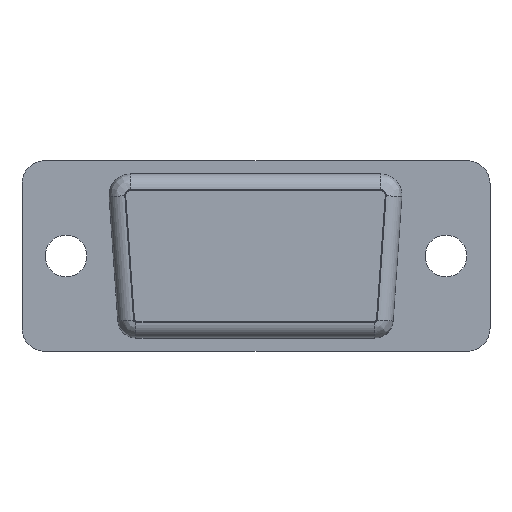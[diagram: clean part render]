
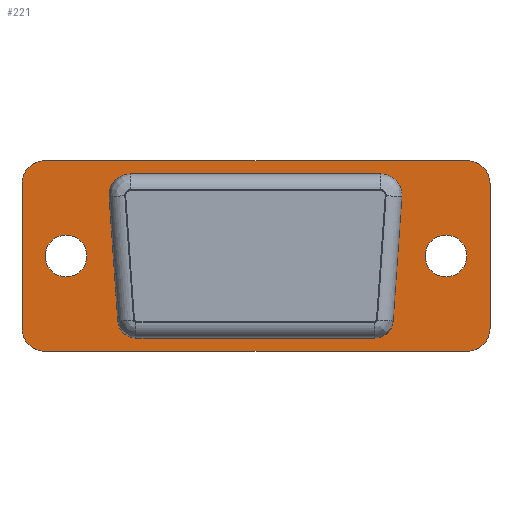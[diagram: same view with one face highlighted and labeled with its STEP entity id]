
A CAD part, front view. The second image highlights one B-rep face of the part: STEP entity #221.
In plain terms, the highlighted planar face has unit normal (0, -1, 0).
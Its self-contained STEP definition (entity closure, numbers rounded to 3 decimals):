
#36=CARTESIAN_POINT('',(0.,0.,0.));
#37=DIRECTION('',(0.,0.,1.));
#38=DIRECTION('',(0.,-1.,0.));
#39=AXIS2_PLACEMENT_3D('',#36,#38,#37);
#40=PLANE('',#39);
#41=CARTESIAN_POINT('',(15.405,0.,-4.775));
#42=VERTEX_POINT('',#41);
#43=CARTESIAN_POINT('',(15.405,0.,4.775));
#44=VERTEX_POINT('',#43);
#45=CARTESIAN_POINT('',(15.405,0.,-4.775));
#46=DIRECTION('',(0.,0.,1.));
#47=VECTOR('',#46,9.55);
#48=LINE('',#45,#47);
#49=EDGE_CURVE('',#42,#44,#48,.T.);
#50=ORIENTED_EDGE('',*,*,#49,.T.);
#51=CARTESIAN_POINT('',(13.905,0.,6.275));
#52=VERTEX_POINT('',#51);
#53=CARTESIAN_POINT('',(13.905,0.,4.775));
#54=DIRECTION('',(1.,0.,0.));
#55=DIRECTION('',(-0.,-1.,0.));
#56=AXIS2_PLACEMENT_3D('',#53,#55,#54);
#57=CIRCLE('',#56,1.5);
#58=EDGE_CURVE('',#44,#52,#57,.T.);
#59=ORIENTED_EDGE('',*,*,#58,.T.);
#60=CARTESIAN_POINT('',(-13.905,0.,6.275));
#61=VERTEX_POINT('',#60);
#62=CARTESIAN_POINT('',(13.905,0.,6.275));
#63=DIRECTION('',(-1.,0.,0.));
#64=VECTOR('',#63,27.81);
#65=LINE('',#62,#64);
#66=EDGE_CURVE('',#52,#61,#65,.T.);
#67=ORIENTED_EDGE('',*,*,#66,.T.);
#68=CARTESIAN_POINT('',(-15.405,0.,4.775));
#69=VERTEX_POINT('',#68);
#70=CARTESIAN_POINT('',(-13.905,0.,4.775));
#71=DIRECTION('',(0.,0.,1.));
#72=DIRECTION('',(0.,-1.,-0.));
#73=AXIS2_PLACEMENT_3D('',#70,#72,#71);
#74=CIRCLE('',#73,1.5);
#75=EDGE_CURVE('',#61,#69,#74,.T.);
#76=ORIENTED_EDGE('',*,*,#75,.T.);
#77=CARTESIAN_POINT('',(-15.405,0.,-4.775));
#78=VERTEX_POINT('',#77);
#79=CARTESIAN_POINT('',(-15.405,0.,4.775));
#80=DIRECTION('',(0.,0.,-1.));
#81=VECTOR('',#80,9.55);
#82=LINE('',#79,#81);
#83=EDGE_CURVE('',#69,#78,#82,.T.);
#84=ORIENTED_EDGE('',*,*,#83,.T.);
#85=CARTESIAN_POINT('',(-13.905,0.,-6.275));
#86=VERTEX_POINT('',#85);
#87=CARTESIAN_POINT('',(-13.905,0.,-4.775));
#88=DIRECTION('',(-1.,0.,0.));
#89=DIRECTION('',(0.,-1.,0.));
#90=AXIS2_PLACEMENT_3D('',#87,#89,#88);
#91=CIRCLE('',#90,1.5);
#92=EDGE_CURVE('',#78,#86,#91,.T.);
#93=ORIENTED_EDGE('',*,*,#92,.T.);
#94=CARTESIAN_POINT('',(13.905,0.,-6.275));
#95=VERTEX_POINT('',#94);
#96=CARTESIAN_POINT('',(-13.905,0.,-6.275));
#97=DIRECTION('',(1.,0.,0.));
#98=VECTOR('',#97,27.81);
#99=LINE('',#96,#98);
#100=EDGE_CURVE('',#86,#95,#99,.T.);
#101=ORIENTED_EDGE('',*,*,#100,.T.);
#102=CARTESIAN_POINT('',(13.905,0.,-4.775));
#103=DIRECTION('',(0.,0.,-1.));
#104=DIRECTION('',(0.,-1.,0.));
#105=AXIS2_PLACEMENT_3D('',#102,#104,#103);
#106=CIRCLE('',#105,1.5);
#107=EDGE_CURVE('',#95,#42,#106,.T.);
#108=ORIENTED_EDGE('',*,*,#107,.T.);
#109=EDGE_LOOP('',(#50,#59,#67,#76,#84,#93,#101,#108));
#110=FACE_OUTER_BOUND('',#109,.T.);
#111=CARTESIAN_POINT('',(-8.278,0.,5.4));
#112=VERTEX_POINT('',#111);
#113=CARTESIAN_POINT('',(8.208,0.,5.4));
#114=VERTEX_POINT('',#113);
#115=CARTESIAN_POINT('',(-8.278,0.,5.4));
#116=DIRECTION('',(1.,0.,0.));
#117=VECTOR('',#116,16.487);
#118=LINE('',#115,#117);
#119=EDGE_CURVE('',#112,#114,#118,.T.);
#120=ORIENTED_EDGE('',*,*,#119,.T.);
#121=CARTESIAN_POINT('',(9.605,0.,3.902));
#122=VERTEX_POINT('',#121);
#123=CARTESIAN_POINT('',(8.208,0.,4.));
#124=DIRECTION('',(0.,0.,1.));
#125=DIRECTION('',(0.,1.,0.));
#126=AXIS2_PLACEMENT_3D('',#123,#125,#124);
#127=CIRCLE('',#126,1.4);
#128=EDGE_CURVE('',#114,#122,#127,.T.);
#129=ORIENTED_EDGE('',*,*,#128,.T.);
#130=CARTESIAN_POINT('',(9.029,0.,-4.284));
#131=VERTEX_POINT('',#130);
#132=CARTESIAN_POINT('',(9.605,0.,3.902));
#133=DIRECTION('',(-0.07,0.,-0.998));
#134=VECTOR('',#133,8.206);
#135=LINE('',#132,#134);
#136=EDGE_CURVE('',#122,#131,#135,.T.);
#137=ORIENTED_EDGE('',*,*,#136,.T.);
#138=CARTESIAN_POINT('',(7.832,0.,-5.4));
#139=VERTEX_POINT('',#138);
#140=CARTESIAN_POINT('',(7.832,0.,-4.2));
#141=DIRECTION('',(0.998,0.,-0.07));
#142=DIRECTION('',(0.,1.,0.));
#143=AXIS2_PLACEMENT_3D('',#140,#142,#141);
#144=CIRCLE('',#143,1.2);
#145=EDGE_CURVE('',#131,#139,#144,.T.);
#146=ORIENTED_EDGE('',*,*,#145,.T.);
#147=CARTESIAN_POINT('',(-7.902,0.,-5.4));
#148=VERTEX_POINT('',#147);
#149=CARTESIAN_POINT('',(7.832,0.,-5.4));
#150=DIRECTION('',(-1.,0.,0.));
#151=VECTOR('',#150,15.734);
#152=LINE('',#149,#151);
#153=EDGE_CURVE('',#139,#148,#152,.T.);
#154=ORIENTED_EDGE('',*,*,#153,.T.);
#155=CARTESIAN_POINT('',(-9.099,0.,-4.284));
#156=VERTEX_POINT('',#155);
#157=CARTESIAN_POINT('',(-7.902,0.,-4.2));
#158=DIRECTION('',(0.,0.,-1.));
#159=DIRECTION('',(0.,1.,-0.));
#160=AXIS2_PLACEMENT_3D('',#157,#159,#158);
#161=CIRCLE('',#160,1.2);
#162=EDGE_CURVE('',#148,#156,#161,.T.);
#163=ORIENTED_EDGE('',*,*,#162,.T.);
#164=CARTESIAN_POINT('',(-9.675,0.,3.902));
#165=VERTEX_POINT('',#164);
#166=CARTESIAN_POINT('',(-9.099,0.,-4.284));
#167=DIRECTION('',(-0.07,0.,0.998));
#168=VECTOR('',#167,8.206);
#169=LINE('',#166,#168);
#170=EDGE_CURVE('',#156,#165,#169,.T.);
#171=ORIENTED_EDGE('',*,*,#170,.T.);
#172=CARTESIAN_POINT('',(-8.278,0.,4.));
#173=DIRECTION('',(-0.998,0.,-0.07));
#174=DIRECTION('',(-0.,1.,0.));
#175=AXIS2_PLACEMENT_3D('',#172,#174,#173);
#176=CIRCLE('',#175,1.4);
#177=EDGE_CURVE('',#165,#112,#176,.T.);
#178=ORIENTED_EDGE('',*,*,#177,.T.);
#179=EDGE_LOOP('',(#120,#129,#137,#146,#154,#163,#171,#178));
#180=FACE_BOUND('',#179,.T.);
#181=CARTESIAN_POINT('',(11.13,0.,0.));
#182=VERTEX_POINT('',#181);
#183=CARTESIAN_POINT('',(13.88,0.,0.));
#184=VERTEX_POINT('',#183);
#185=CARTESIAN_POINT('',(12.505,0.,0.));
#186=DIRECTION('',(-1.,0.,0.));
#187=DIRECTION('',(-0.,1.,0.));
#188=AXIS2_PLACEMENT_3D('',#185,#187,#186);
#189=CIRCLE('',#188,1.375);
#190=EDGE_CURVE('',#182,#184,#189,.T.);
#191=ORIENTED_EDGE('',*,*,#190,.T.);
#192=CARTESIAN_POINT('',(12.505,0.,0.));
#193=DIRECTION('',(1.,0.,0.));
#194=DIRECTION('',(0.,1.,0.));
#195=AXIS2_PLACEMENT_3D('',#192,#194,#193);
#196=CIRCLE('',#195,1.375);
#197=EDGE_CURVE('',#184,#182,#196,.T.);
#198=ORIENTED_EDGE('',*,*,#197,.T.);
#199=EDGE_LOOP('',(#191,#198));
#200=FACE_BOUND('',#199,.T.);
#201=CARTESIAN_POINT('',(-13.88,0.,0.));
#202=VERTEX_POINT('',#201);
#203=CARTESIAN_POINT('',(-11.13,0.,0.));
#204=VERTEX_POINT('',#203);
#205=CARTESIAN_POINT('',(-12.505,0.,0.));
#206=DIRECTION('',(-1.,0.,0.));
#207=DIRECTION('',(-0.,1.,0.));
#208=AXIS2_PLACEMENT_3D('',#205,#207,#206);
#209=CIRCLE('',#208,1.375);
#210=EDGE_CURVE('',#202,#204,#209,.T.);
#211=ORIENTED_EDGE('',*,*,#210,.T.);
#212=CARTESIAN_POINT('',(-12.505,0.,0.));
#213=DIRECTION('',(1.,0.,0.));
#214=DIRECTION('',(0.,1.,0.));
#215=AXIS2_PLACEMENT_3D('',#212,#214,#213);
#216=CIRCLE('',#215,1.375);
#217=EDGE_CURVE('',#204,#202,#216,.T.);
#218=ORIENTED_EDGE('',*,*,#217,.T.);
#219=EDGE_LOOP('',(#211,#218));
#220=FACE_BOUND('',#219,.T.);
#221=ADVANCED_FACE('',(#110,#180,#200,#220),#40,.T.);
